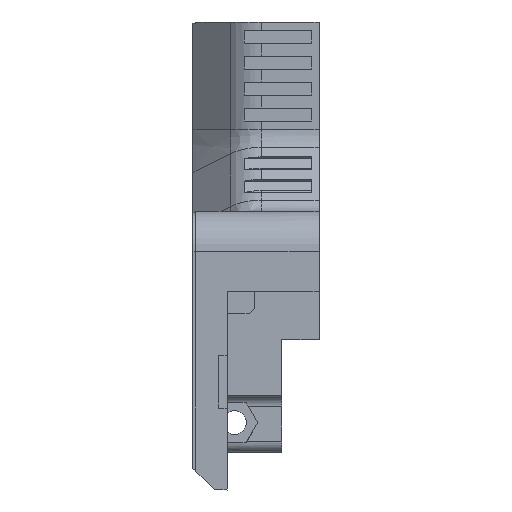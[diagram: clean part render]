
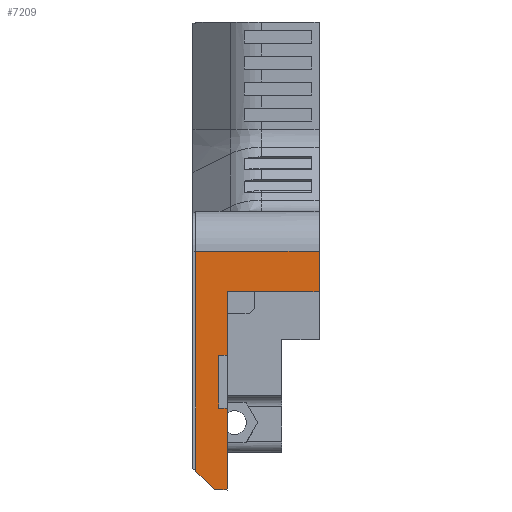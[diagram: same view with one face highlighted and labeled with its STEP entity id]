
A CAD part, front view. The second image highlights one B-rep face of the part: STEP entity #7209.
In plain terms, the highlighted planar face has unit normal (0, -1, 0).
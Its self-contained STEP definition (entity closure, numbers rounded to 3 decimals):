
#381=FACE_OUTER_BOUND('',#794,.T.);
#794=EDGE_LOOP('',(#5269,#5270,#5271,#5272,#5273,#5274,#5275,#5276,#5277,
#5278,#5279));
#1295=LINE('',#10329,#2149);
#1299=LINE('',#10337,#2153);
#1331=LINE('',#10414,#2185);
#1363=LINE('',#10529,#2217);
#1477=LINE('',#10871,#2331);
#1491=LINE('',#10926,#2345);
#1492=LINE('',#10928,#2346);
#1493=LINE('',#10930,#2347);
#1494=LINE('',#10931,#2348);
#1495=LINE('',#10932,#2349);
#1496=LINE('',#10933,#2350);
#2149=VECTOR('',#8265,10.);
#2153=VECTOR('',#8269,10.);
#2185=VECTOR('',#8331,10.);
#2217=VECTOR('',#8403,10.);
#2331=VECTOR('',#8625,10.);
#2345=VECTOR('',#8681,10.);
#2346=VECTOR('',#8682,10.);
#2347=VECTOR('',#8683,10.);
#2348=VECTOR('',#8684,10.);
#2349=VECTOR('',#8685,10.);
#2350=VECTOR('',#8686,10.);
#3026=VERTEX_POINT('',#10326);
#3027=VERTEX_POINT('',#10328);
#3030=VERTEX_POINT('',#10334);
#3031=VERTEX_POINT('',#10336);
#3060=VERTEX_POINT('',#10411);
#3061=VERTEX_POINT('',#10413);
#3098=VERTEX_POINT('',#10526);
#3099=VERTEX_POINT('',#10528);
#3221=VERTEX_POINT('',#10925);
#3222=VERTEX_POINT('',#10927);
#3223=VERTEX_POINT('',#10929);
#3753=EDGE_CURVE('',#3027,#3026,#1295,.T.);
#3757=EDGE_CURVE('',#3031,#3030,#1299,.T.);
#3797=EDGE_CURVE('',#3060,#3061,#1331,.T.);
#3841=EDGE_CURVE('',#3098,#3099,#1363,.T.);
#3979=EDGE_CURVE('',#3031,#3060,#1477,.T.);
#4006=EDGE_CURVE('',#3221,#3061,#1491,.T.);
#4007=EDGE_CURVE('',#3030,#3222,#1492,.T.);
#4008=EDGE_CURVE('',#3222,#3223,#1493,.T.);
#4009=EDGE_CURVE('',#3223,#3027,#1494,.T.);
#4010=EDGE_CURVE('',#3099,#3026,#1495,.T.);
#4011=EDGE_CURVE('',#3098,#3221,#1496,.T.);
#5269=ORIENTED_EDGE('',*,*,#4006,.T.);
#5270=ORIENTED_EDGE('',*,*,#3797,.F.);
#5271=ORIENTED_EDGE('',*,*,#3979,.F.);
#5272=ORIENTED_EDGE('',*,*,#3757,.T.);
#5273=ORIENTED_EDGE('',*,*,#4007,.T.);
#5274=ORIENTED_EDGE('',*,*,#4008,.T.);
#5275=ORIENTED_EDGE('',*,*,#4009,.T.);
#5276=ORIENTED_EDGE('',*,*,#3753,.T.);
#5277=ORIENTED_EDGE('',*,*,#4010,.F.);
#5278=ORIENTED_EDGE('',*,*,#3841,.F.);
#5279=ORIENTED_EDGE('',*,*,#4011,.T.);
#6888=PLANE('',#7688);
#7209=ADVANCED_FACE('',(#381),#6888,.F.);
#7688=AXIS2_PLACEMENT_3D('',#10924,#8679,#8680);
#8265=DIRECTION('',(0.,0.,1.));
#8269=DIRECTION('',(0.,0.,1.));
#8331=DIRECTION('',(-0.707,0.,0.707));
#8403=DIRECTION('',(0.,0.,-1.));
#8625=DIRECTION('',(-1.,0.,0.));
#8679=DIRECTION('center_axis',(0.,1.,0.));
#8680=DIRECTION('ref_axis',(0.,0.,
1.));
#8681=DIRECTION('',(0.,0.,-1.));
#8682=DIRECTION('',(-1.,0.,0.));
#8683=DIRECTION('',(0.,0.,1.));
#8684=DIRECTION('',(1.,0.,0.));
#8685=DIRECTION('',(-1.,0.,0.));
#8686=DIRECTION('',(-1.,0.,0.));
#10326=CARTESIAN_POINT('',(-12.75,-109.943,-23.361));
#10328=CARTESIAN_POINT('',(-12.75,-109.943,-32.142));
#10329=CARTESIAN_POINT('',(-12.75,-109.943,-33.523));
#10334=CARTESIAN_POINT('',(-12.75,-109.943,-39.494));
#10336=CARTESIAN_POINT('',(-12.75,-109.943,-50.861));
#10337=CARTESIAN_POINT('',(-12.75,-109.943,-33.523));
#10411=CARTESIAN_POINT('',(-14.5,-109.943,-50.861));
#10413=CARTESIAN_POINT('',(-17.1,-109.943,-48.261));
#10414=CARTESIAN_POINT('',(-21.231,-109.943,-44.13));
#10526=CARTESIAN_POINT('',(0.,-109.943,-17.747));
#10528=CARTESIAN_POINT('',(0.,-109.943,-23.361));
#10529=CARTESIAN_POINT('',(0.,-109.943,-19.105));
#10871=CARTESIAN_POINT('',(-17.5,-109.943,-50.861));
#10924=CARTESIAN_POINT('Origin',(-17.5,-109.943,-29.936));
#10925=CARTESIAN_POINT('',(-17.1,-109.943,-17.747));
#10926=CARTESIAN_POINT('',(-17.1,-109.943,-23.464));
#10927=CARTESIAN_POINT('',(-13.95,-109.943,-39.494));
#10928=CARTESIAN_POINT('',(-15.125,-109.943,-39.494));
#10929=CARTESIAN_POINT('',(-13.95,-109.943,-32.142));
#10930=CARTESIAN_POINT('',(-13.95,-109.943,-34.715));
#10931=CARTESIAN_POINT('',(-15.825,-109.943,-32.142));
#10932=CARTESIAN_POINT('',(-8.75,-109.943,-23.361));
#10933=CARTESIAN_POINT('',(-17.1,-109.943,-17.747));
